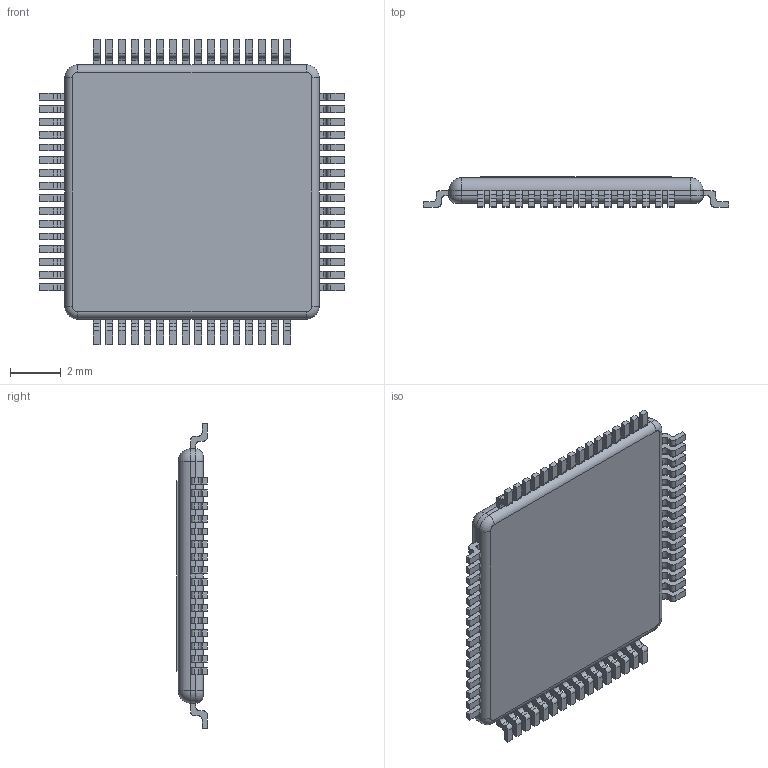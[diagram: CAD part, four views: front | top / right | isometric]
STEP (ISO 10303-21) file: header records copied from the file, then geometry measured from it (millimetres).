
FILE_DESCRIPTION (( 'STEP AP214' ), '1' );
FILE_NAME ('Q64.10x10E.STEP', '2016-12-19T09:17:40', ( '' ), ( '' ), 'SwSTEP 2.0', 'SolidWorks 2014', '' );
FILE_SCHEMA (( 'AUTOMOTIVE_DESIGN' ));
Length unit declared in the file: millimetre
Products named in the file (3): Q64.10x10E; small-pin
Assembly tree (65 placements, depth 2):
  Q64.10x10E
    Q64.10x10E
    small-pin  x64
Bounding box: 12 x 1.2 x 12 mm (x, y, z)
Volume: 104.8 mm3; surface area: 316.4 mm2
Topology: 65 solids, 65 shells, 930 faces, 2378 edges, 1576 vertices
Faces by surface type: plane 652, cylinder 270, sphere 4, torus 4
Entity records: 2166 total; most frequent: DIRECTION 378, CARTESIAN_POINT 286, ORIENTED_EDGE 212, AXIS2_PLACEMENT_3D 156, EDGE_CURVE 106, PRODUCT_DEFINITION_SHAPE 68, LINE 66, VECTOR 66
